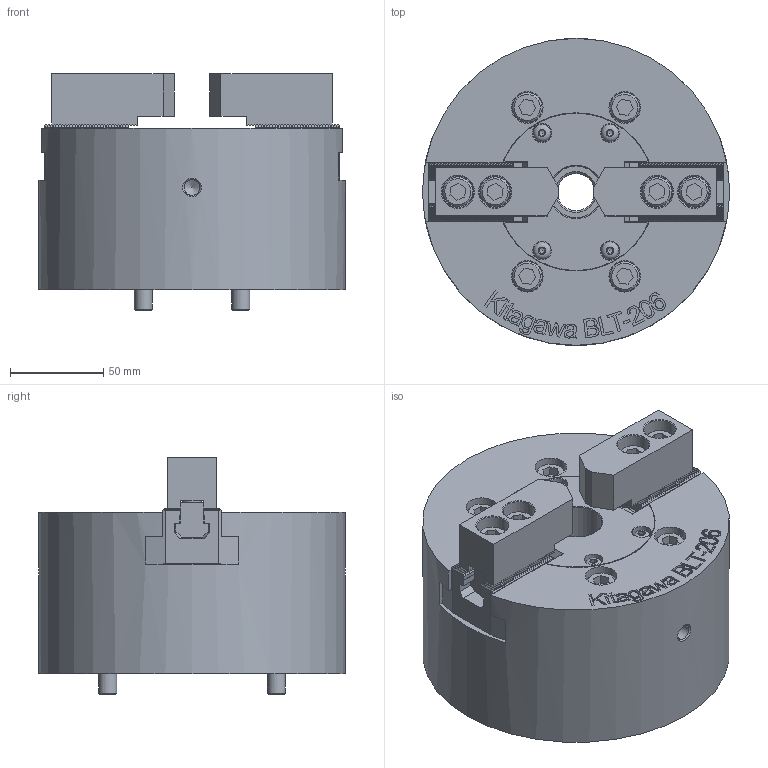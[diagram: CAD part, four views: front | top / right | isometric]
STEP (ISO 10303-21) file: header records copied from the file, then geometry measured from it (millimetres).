
FILE_DESCRIPTION(/* description */ ('Unknown'),/* implementation_level */ '2;1');
FILE_NAME(/* name */ 'BLT206-Solid',/* time_stamp */ '2019-08-13T15:52:28+01:00',/* author */ ('Unknown'),/* organization */ ('Unknown'),/* preprocessor_version */ 'ST-DEVELOPER v16.7',/* originating_system */ 'DEX',/* authorisation */ $);
FILE_SCHEMA (('AUTOMOTIVE_DESIGN {1 0 10303 214 3 1 1}'));
Products named in the file (1): BLT206-Solid
Bounding box: 165 x 165 x 127.2 mm (x, y, z)
Volume: 1709967.9 mm3; surface area: 187590 mm2
Topology: 1 solids, 17 shells, 1687 faces, 5627 edges, 3572 vertices
Faces by surface type: plane 1181, cylinder 352, cone 79, bspline 60, torus 11, sphere 4
Full cylindrical faces by diameter (mm): 4.2 x4, 4.826 x4, 5.2 x4, 5.5 x4, 8.5 x6, 9.5 x4, 9.732 x8, 10 x4, 11 x4, 12 x4, 16 x8, 17 x8, 20 x1, 28 x1, 31 x2, 35.5 x1, 38.5 x1, 45 x1, 50 x2, 55 x1, 56 x1, 63 x2, 70 x2, 140 x1, 165 x1
Entity records: 61691 total; most frequent: CARTESIAN_POINT 13071, ORIENTED_EDGE 10742, DIRECTION 9377, EDGE_CURVE 5371, LINE 4395, VECTOR 4395, VERTEX_POINT 3497, AXIS2_PLACEMENT_3D 2491
